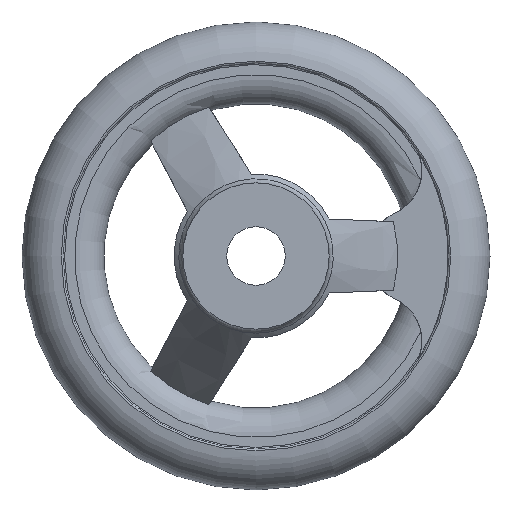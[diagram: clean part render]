
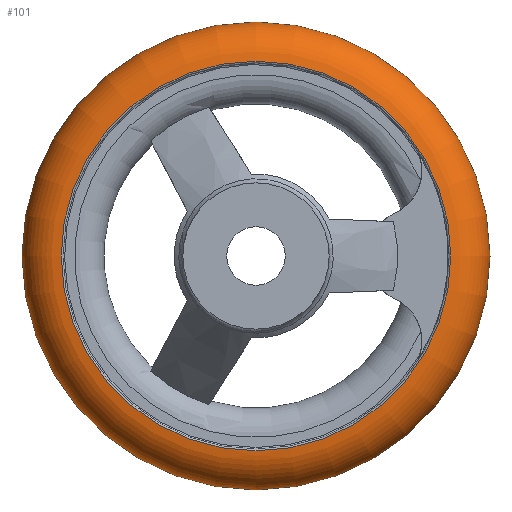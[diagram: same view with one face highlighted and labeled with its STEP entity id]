
A CAD part, front view. The second image highlights one B-rep face of the part: STEP entity #101.
In plain terms, the highlighted toroidal (fillet/blend) face has major radius 33 mm and minor radius 7 mm.
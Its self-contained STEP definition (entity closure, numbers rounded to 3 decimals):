
#101 = ADVANCED_FACE( '', ( #221, #222, #223 ), #224, .T. );
#221 = FACE_BOUND( '', #352, .T. );
#222 = FACE_OUTER_BOUND( '', #353, .T. );
#223 = FACE_OUTER_BOUND( '', #354, .T. );
#224 = TOROIDAL_SURFACE( '', #355, 33., 7. );
#352 = VERTEX_LOOP( '', #573 );
#353 = EDGE_LOOP( '', ( #574 ) );
#354 = EDGE_LOOP( '', ( #575 ) );
#355 = AXIS2_PLACEMENT_3D( '', #576, #577, #578 );
#573 = VERTEX_POINT( '', #795 );
#574 = ORIENTED_EDGE( '', *, *, #796, .T. );
#575 = ORIENTED_EDGE( '', *, *, #742, .F. );
#576 = CARTESIAN_POINT( '', ( 0., 22., 0. ) );
#577 = DIRECTION( '', ( 0., -1., 0. ) );
#578 = DIRECTION( '', ( 0., 0., -1. ) );
#742 = EDGE_CURVE( '', #886, #886, #887, .T. );
#795 = CARTESIAN_POINT( '', ( 0., 22., -40. ) );
#796 = EDGE_CURVE( '', #968, #968, #969, .T. );
#886 = VERTEX_POINT( '', #1079 );
#887 = CIRCLE( '', #1080, 33.292 );
#968 = VERTEX_POINT( '', #1399 );
#969 = CIRCLE( '', #1400, 33.292 );
#1079 = CARTESIAN_POINT( '', ( 0., 15.006, -33.292 ) );
#1080 = AXIS2_PLACEMENT_3D( '', #1547, #1548, #1549 );
#1399 = CARTESIAN_POINT( '', ( 0., 28.994, -33.292 ) );
#1400 = AXIS2_PLACEMENT_3D( '', #1594, #1595, #1596 );
#1547 = CARTESIAN_POINT( '', ( 0., 15.006, 0. ) );
#1548 = DIRECTION( '', ( 0., -1., 0. ) );
#1549 = DIRECTION( '', ( 0., 0., -1. ) );
#1594 = CARTESIAN_POINT( '', ( 0., 28.994, 0. ) );
#1595 = DIRECTION( '', ( 0., -1., 0. ) );
#1596 = DIRECTION( '', ( 0., 0., -1. ) );
